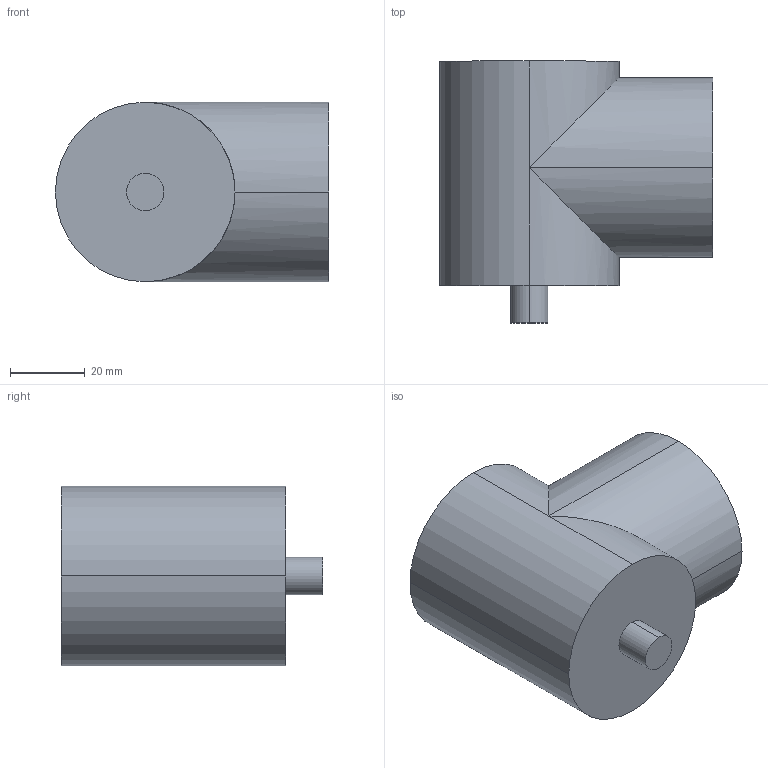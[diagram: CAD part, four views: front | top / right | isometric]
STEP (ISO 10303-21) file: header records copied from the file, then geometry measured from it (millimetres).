
FILE_DESCRIPTION (( 'STEP AP203' ), '1' );
FILE_NAME ('Link5_Default_sldprt.STEP', '2023-10-19T05:34:42', ( '' ), ( '' ), 'SwSTEP 2.0', 'SolidWorks 2023', '' );
FILE_SCHEMA (( 'CONFIG_CONTROL_DESIGN' ));
Length unit declared in the file: millimetre
Products named in the file (1): Link5_Default_sldprt
Bounding box: 73 x 70 x 48 mm (x, y, z)
Volume: 159106.4 mm3; surface area: 18093.9 mm2
Topology: 1 solids, 1 shells, 24 faces, 51 edges, 32 vertices
Faces by surface type: cylinder 18, plane 6
Entity records: 724 total; most frequent: CARTESIAN_POINT 132, DIRECTION 113, ORIENTED_EDGE 102, EDGE_CURVE 51, AXIS2_PLACEMENT_3D 45, VERTEX_POINT 32, EDGE_LOOP 27, FACE_OUTER_BOUND 24
